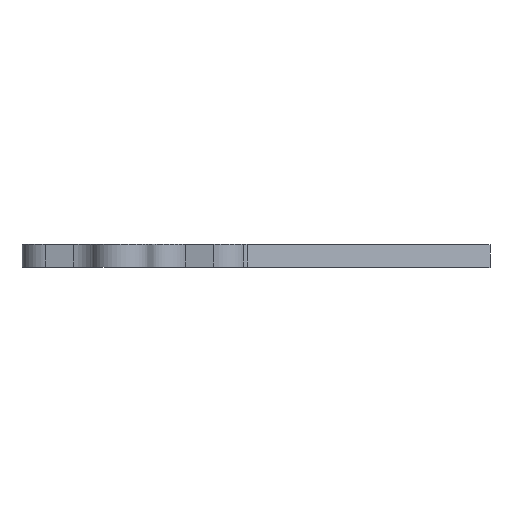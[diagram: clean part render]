
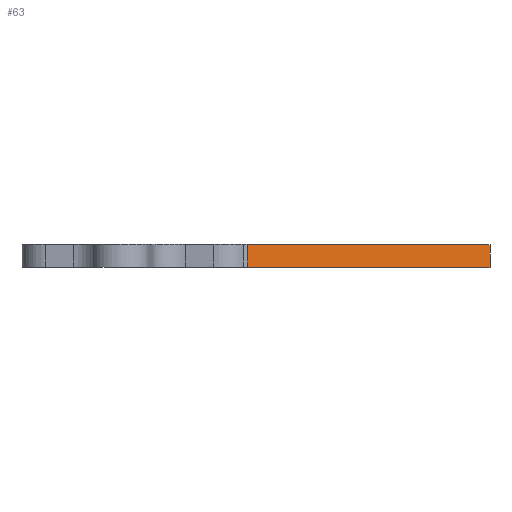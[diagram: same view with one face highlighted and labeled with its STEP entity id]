
A CAD part, top view. The second image highlights one B-rep face of the part: STEP entity #63.
In plain terms, the highlighted free-form (B-spline) face has degree [2, 1] with [3, 2] control points.
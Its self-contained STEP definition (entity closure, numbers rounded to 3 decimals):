
#63=ADVANCED_FACE('',(#117),#977,.T.);
#117=FACE_OUTER_BOUND('',#171,.T.);
#171=EDGE_LOOP('',(#298,#299,#300,#301));
#298=ORIENTED_EDGE('',*,*,#594,.T.);
#299=ORIENTED_EDGE('',*,*,#545,.T.);
#300=ORIENTED_EDGE('',*,*,#595,.F.);
#301=ORIENTED_EDGE('',*,*,#592,.F.);
#545=EDGE_CURVE('',#854,#857,#701,.T.);
#592=EDGE_CURVE('',#888,#889,#748,.T.);
#594=EDGE_CURVE('',#888,#854,#750,.T.);
#595=EDGE_CURVE('',#889,#857,#751,.T.);
#701=(
BOUNDED_CURVE()
B_SPLINE_CURVE(1,(#1580,#1581),.UNSPECIFIED.,.F.,.F.)
B_SPLINE_CURVE_WITH_KNOTS((2,2),(0.,4.),.UNSPECIFIED.)
CURVE()
GEOMETRIC_REPRESENTATION_ITEM()
RATIONAL_B_SPLINE_CURVE((1.,1.))
REPRESENTATION_ITEM('')
);
#748=(
BOUNDED_CURVE()
B_SPLINE_CURVE(1,(#1713,#1714),.UNSPECIFIED.,.F.,.F.)
B_SPLINE_CURVE_WITH_KNOTS((2,2),(0.,4.),.UNSPECIFIED.)
CURVE()
GEOMETRIC_REPRESENTATION_ITEM()
RATIONAL_B_SPLINE_CURVE((1.,1.))
REPRESENTATION_ITEM('')
);
#750=(
BOUNDED_CURVE()
B_SPLINE_CURVE(2,(#1718,#1719,#1720),.UNSPECIFIED.,.F.,.F.)
B_SPLINE_CURVE_WITH_KNOTS((3,3),(-52.042,0.),.UNSPECIFIED.)
CURVE()
GEOMETRIC_REPRESENTATION_ITEM()
RATIONAL_B_SPLINE_CURVE((1.,1.,1.))
REPRESENTATION_ITEM('')
);
#751=(
BOUNDED_CURVE()
B_SPLINE_CURVE(2,(#1721,#1722,#1723),.UNSPECIFIED.,.F.,.F.)
B_SPLINE_CURVE_WITH_KNOTS((3,3),(-52.042,0.),.UNSPECIFIED.)
CURVE()
GEOMETRIC_REPRESENTATION_ITEM()
RATIONAL_B_SPLINE_CURVE((1.,1.,1.))
REPRESENTATION_ITEM('')
);
#854=VERTEX_POINT('',#1468);
#857=VERTEX_POINT('',#1471);
#888=VERTEX_POINT('',#1502);
#889=VERTEX_POINT('',#1503);
#977=(
BOUNDED_SURFACE()
B_SPLINE_SURFACE(2,1,((#1152,#1153),(#1154,#1155),(#1156,#1157)),
 .UNSPECIFIED.,.F.,.F.,.F.)
B_SPLINE_SURFACE_WITH_KNOTS((3,3),(2,2),(-52.042,0.),(0.,4.),
 .UNSPECIFIED.)
GEOMETRIC_REPRESENTATION_ITEM()
RATIONAL_B_SPLINE_SURFACE(((1.,1.),(1.,1.),(1.,1.)))
REPRESENTATION_ITEM('')
SURFACE()
);
#1152=CARTESIAN_POINT('',(-140.414,-29.,137.617));
#1153=CARTESIAN_POINT('',(-140.414,-25.,137.617));
#1154=CARTESIAN_POINT('',(-119.098,-29.,122.692));
#1155=CARTESIAN_POINT('',(-119.098,-25.,122.692));
#1156=CARTESIAN_POINT('',(-97.783,-29.,107.767));
#1157=CARTESIAN_POINT('',(-97.783,-25.,107.767));
#1468=CARTESIAN_POINT('',(-97.783,-29.,107.767));
#1471=CARTESIAN_POINT('',(-97.783,-25.,107.767));
#1502=CARTESIAN_POINT('',(-140.414,-29.,137.617));
#1503=CARTESIAN_POINT('',(-140.414,-25.,137.617));
#1580=CARTESIAN_POINT('',(-97.783,-29.,107.767));
#1581=CARTESIAN_POINT('',(-97.783,-25.,107.767));
#1713=CARTESIAN_POINT('',(-140.414,-29.,137.617));
#1714=CARTESIAN_POINT('',(-140.414,-25.,137.617));
#1718=CARTESIAN_POINT('',(-140.414,-29.,137.617));
#1719=CARTESIAN_POINT('',(-119.098,-29.,122.692));
#1720=CARTESIAN_POINT('',(-97.783,-29.,107.767));
#1721=CARTESIAN_POINT('',(-140.414,-25.,137.617));
#1722=CARTESIAN_POINT('',(-119.098,-25.,122.692));
#1723=CARTESIAN_POINT('',(-97.783,-25.,107.767));
